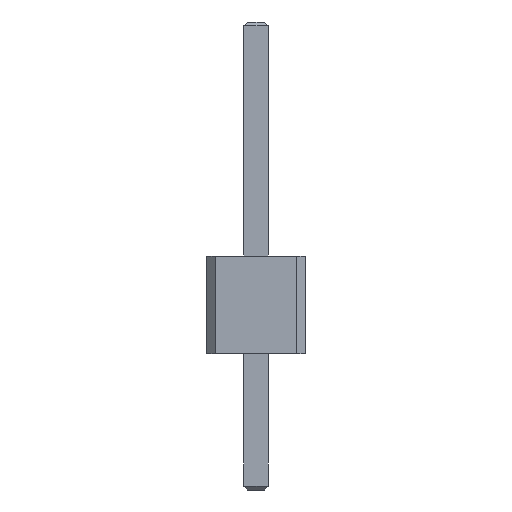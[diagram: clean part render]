
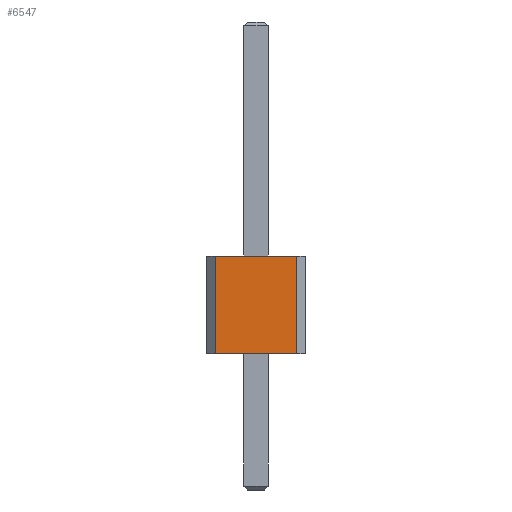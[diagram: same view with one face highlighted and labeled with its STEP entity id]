
A CAD part, left-side view. The second image highlights one B-rep face of the part: STEP entity #6547.
In plain terms, the highlighted planar face has unit normal (-1, 0, 0).
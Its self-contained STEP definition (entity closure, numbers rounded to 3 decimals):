
#501=FACE_OUTER_BOUND('',#865,.T.);
#865=EDGE_LOOP('',(#5514,#5515,#5516,#5517));
#1499=LINE('',#9770,#2375);
#1771=LINE('',#10313,#2647);
#1772=LINE('',#10315,#2648);
#1773=LINE('',#10316,#2649);
#2375=VECTOR('',#8073,10.);
#2647=VECTOR('',#8525,10.);
#2648=VECTOR('',#8528,10.);
#2649=VECTOR('',#8529,10.);
#3010=VERTEX_POINT('',#9766);
#3012=VERTEX_POINT('',#9769);
#3192=VERTEX_POINT('',#10309);
#3193=VERTEX_POINT('',#10311);
#3795=EDGE_CURVE('',#3010,#3012,#1499,.T.);
#4067=EDGE_CURVE('',#3192,#3193,#1771,.T.);
#4068=EDGE_CURVE('',#3010,#3192,#1772,.T.);
#4069=EDGE_CURVE('',#3012,#3193,#1773,.T.);
#5514=ORIENTED_EDGE('',*,*,#4068,.T.);
#5515=ORIENTED_EDGE('',*,*,#4067,.T.);
#5516=ORIENTED_EDGE('',*,*,#4069,.F.);
#5517=ORIENTED_EDGE('',*,*,#3795,.F.);
#6183=PLANE('',#6925);
#6547=ADVANCED_FACE('',(#501),#6183,.T.);
#6925=AXIS2_PLACEMENT_3D('',#10314,#8526,#8527);
#8073=DIRECTION('',(0.,0.,1.));
#8525=DIRECTION('',(0.,0.,1.));
#8526=DIRECTION('center_axis',(-1.,0.,0.));
#8527=DIRECTION('ref_axis',(0.,-1.,0.));
#8528=DIRECTION('',(0.,-1.,0.));
#8529=DIRECTION('',(0.,-1.,0.));
#9766=CARTESIAN_POINT('',(-1.27,1.04,0.));
#9769=CARTESIAN_POINT('',(-1.27,1.04,2.5));
#9770=CARTESIAN_POINT('',(-1.27,1.04,0.));
#10309=CARTESIAN_POINT('',(-1.27,-1.04,0.));
#10311=CARTESIAN_POINT('',(-1.27,-1.04,2.5));
#10313=CARTESIAN_POINT('',(-1.27,-1.04,0.));
#10314=CARTESIAN_POINT('Origin',(-1.27,1.04,0.));
#10315=CARTESIAN_POINT('',(-1.27,1.04,0.));
#10316=CARTESIAN_POINT('',(-1.27,1.04,2.5));
